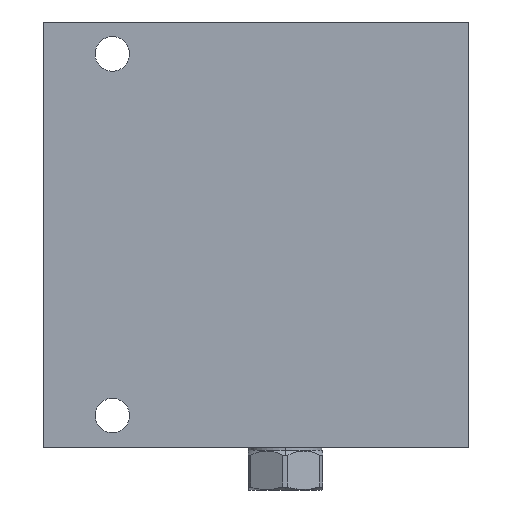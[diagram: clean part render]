
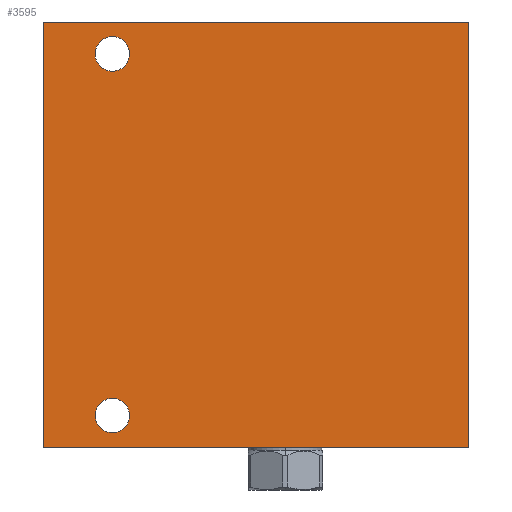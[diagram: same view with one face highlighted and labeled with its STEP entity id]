
A CAD part, left-side view. The second image highlights one B-rep face of the part: STEP entity #3595.
In plain terms, the highlighted planar face has unit normal (-1, 0, 0).
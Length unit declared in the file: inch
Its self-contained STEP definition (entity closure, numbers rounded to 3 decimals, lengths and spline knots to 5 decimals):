
#1=DIRECTION('',(0.,-1.,0.));
#2=VECTOR('',#1,5.);
#3=CARTESIAN_POINT('',(0.,0.,0.));
#4=LINE('',#3,#2);
#47=DIRECTION('',(0.,0.,1.));
#48=VECTOR('',#47,5.);
#49=CARTESIAN_POINT('',(0.,0.,0.));
#50=LINE('',#49,#48);
#51=CARTESIAN_POINT('',(0.,-0.812,4.625));
#52=DIRECTION('',(-1.,0.,0.));
#53=DIRECTION('',(0.,1.,0.));
#54=AXIS2_PLACEMENT_3D('',#51,#52,#53);
#56=CARTESIAN_POINT('',(0.,-0.812,4.625));
#57=DIRECTION('',(-1.,0.,0.));
#58=DIRECTION('',(0.,-1.,0.));
#59=AXIS2_PLACEMENT_3D('',#56,#57,#58);
#61=CARTESIAN_POINT('',(0.,-0.812,0.375));
#62=DIRECTION('',(-1.,0.,0.));
#63=DIRECTION('',(0.,1.,0.));
#64=AXIS2_PLACEMENT_3D('',#61,#62,#63);
#66=CARTESIAN_POINT('',(0.,-0.812,0.375));
#67=DIRECTION('',(-1.,0.,0.));
#68=DIRECTION('',(0.,-1.,0.));
#69=AXIS2_PLACEMENT_3D('',#66,#67,#68);
#139=DIRECTION('',(0.,0.,1.));
#140=VECTOR('',#139,5.);
#141=CARTESIAN_POINT('',(0.,-5.,0.));
#142=LINE('',#141,#140);
#163=DIRECTION('',(0.,-1.,0.));
#164=VECTOR('',#163,5.);
#165=CARTESIAN_POINT('',(0.,0.,5.));
#166=LINE('',#165,#164);
#3092=CARTESIAN_POINT('',(0.,0.,0.));
#3093=CARTESIAN_POINT('',(0.,-5.,0.));
#3094=VERTEX_POINT('',#3092);
#3095=VERTEX_POINT('',#3093);
#3100=CARTESIAN_POINT('',(0.,0.,5.));
#3101=CARTESIAN_POINT('',(0.,-5.,5.));
#3102=VERTEX_POINT('',#3100);
#3103=VERTEX_POINT('',#3101);
#3241=CARTESIAN_POINT('',(0.,-0.609,4.625));
#3242=CARTESIAN_POINT('',(0.,-1.015,4.625));
#3243=VERTEX_POINT('',#3241);
#3244=VERTEX_POINT('',#3242);
#3249=CARTESIAN_POINT('',(0.,-0.609,0.375));
#3250=CARTESIAN_POINT('',(0.,-1.015,0.375));
#3251=VERTEX_POINT('',#3249);
#3252=VERTEX_POINT('',#3250);
#3569=CARTESIAN_POINT('',(0.,0.,0.));
#3570=DIRECTION('',(-1.,0.,0.));
#3571=DIRECTION('',(0.,-1.,0.));
#3572=AXIS2_PLACEMENT_3D('',#3569,#3570,#3571);
#3573=PLANE('',#3572);
#3574=ORIENTED_EDGE('',*,*,#3540,.F.);
#3576=ORIENTED_EDGE('',*,*,#3575,.T.);
#3578=ORIENTED_EDGE('',*,*,#3577,.T.);
#3580=ORIENTED_EDGE('',*,*,#3579,.F.);
#3581=EDGE_LOOP('',(#3574,#3576,#3578,#3580));
#3582=FACE_OUTER_BOUND('',#3581,.F.);
#3584=ORIENTED_EDGE('',*,*,#3583,.T.);
#3586=ORIENTED_EDGE('',*,*,#3585,.T.);
#3587=EDGE_LOOP('',(#3584,#3586));
#3588=FACE_BOUND('',#3587,.F.);
#3590=ORIENTED_EDGE('',*,*,#3589,.T.);
#3592=ORIENTED_EDGE('',*,*,#3591,.T.);
#3593=EDGE_LOOP('',(#3590,#3592));
#3594=FACE_BOUND('',#3593,.F.);
#3595=ADVANCED_FACE('',(#3582,#3588,#3594),#3573,.T.);
#55=CIRCLE('',#54,0.203);
#60=CIRCLE('',#59,0.203);
#65=CIRCLE('',#64,0.203);
#70=CIRCLE('',#69,0.203);
#3540=EDGE_CURVE('',#3094,#3095,#4,.T.);
#3575=EDGE_CURVE('',#3094,#3102,#50,.T.);
#3577=EDGE_CURVE('',#3102,#3103,#166,.T.);
#3579=EDGE_CURVE('',#3095,#3103,#142,.T.);
#3583=EDGE_CURVE('',#3243,#3244,#55,.T.);
#3585=EDGE_CURVE('',#3244,#3243,#60,.T.);
#3589=EDGE_CURVE('',#3251,#3252,#65,.T.);
#3591=EDGE_CURVE('',#3252,#3251,#70,.T.);
